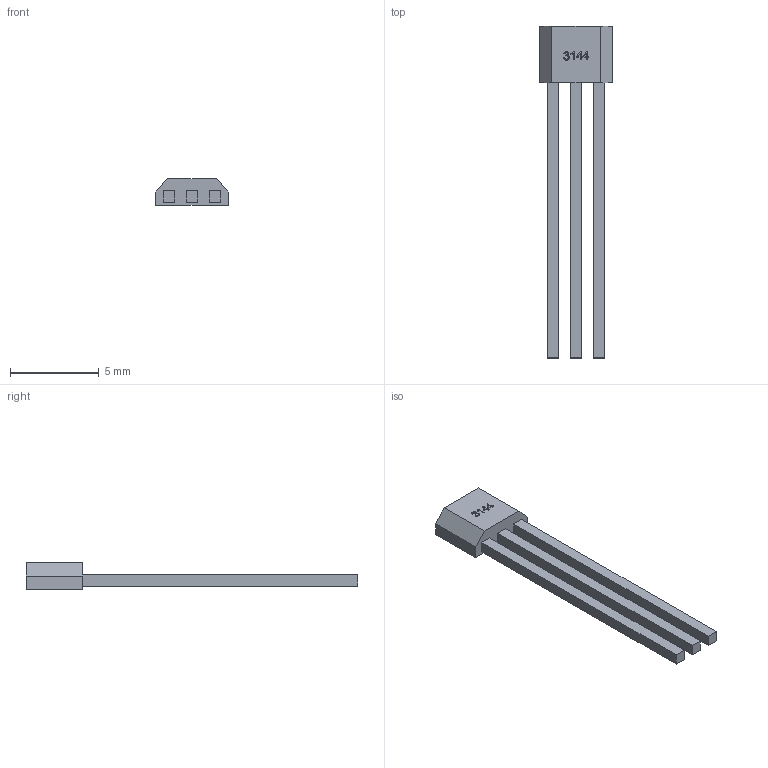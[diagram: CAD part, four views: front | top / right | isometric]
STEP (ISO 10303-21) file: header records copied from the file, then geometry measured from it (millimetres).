
FILE_DESCRIPTION(/* description */ (''),/* implementation_level */ '2;1');
FILE_NAME(/* name */ 'Hall Effect Sensor Sunkee A3144 v4.step',/* time_stamp */ '2017-01-16T16:57:28-08:00',/* author */ (''),/* organization */ (''),/* preprocessor_version */ 'ST-DEVELOPER v16.5',/* originating_system */ 'Autodesk Translation Framework v5.2.0.2920',/* authorisation */ '');
FILE_SCHEMA (('AUTOMOTIVE_DESIGN { 1 0 10303 214 3 1 1 }'));
Length unit declared in the file: millimetre
Products named in the file (3): Hall Effect Sensor Sunkee A3144 v4; Sensor; Pins
Assembly tree (2 placements, depth 3):
  Hall Effect Sensor Sunkee A3144 v4
    Sensor
      Pins
Bounding box: 4.1 x 18.7 x 1.5 mm (x, y, z)
Volume: 37.1 mm3; surface area: 166.7 mm2
Topology: 4 solids, 4 shells, 99 faces, 255 edges, 170 vertices
Faces by surface type: plane 68, bspline 31
Entity records: 3335 total; most frequent: CARTESIAN_POINT 1056, ORIENTED_EDGE 510, DIRECTION 339, EDGE_CURVE 255, LINE 193, VECTOR 193, VERTEX_POINT 170, EDGE_LOOP 105
